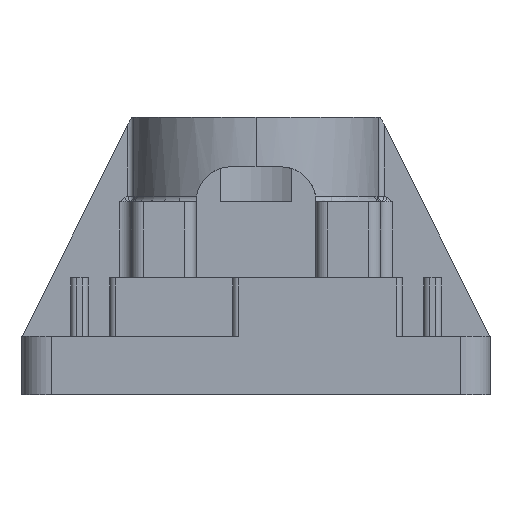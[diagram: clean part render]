
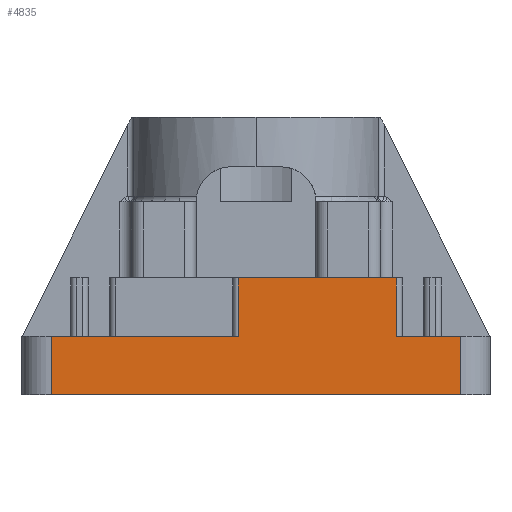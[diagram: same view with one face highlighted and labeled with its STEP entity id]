
A CAD part, left-side view. The second image highlights one B-rep face of the part: STEP entity #4835.
In plain terms, the highlighted planar face has unit normal (-1, 0, 0).
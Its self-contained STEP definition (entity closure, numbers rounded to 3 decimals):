
#10 = DIRECTION ( 'NONE',  ( 0., -1., 0. ) ) ;
#15 = ORIENTED_EDGE ( 'NONE', *, *, #1669, .T. ) ;
#46 = VECTOR ( 'NONE', #3895, 1000. ) ;
#317 = CARTESIAN_POINT ( 'NONE',  ( -75., -24., 10. ) ) ;
#355 = ORIENTED_EDGE ( 'NONE', *, *, #2190, .F. ) ;
#569 = EDGE_LOOP ( 'NONE', ( #5901, #3814, #4229, #15, #3720, #5994, #355, #2692 ) ) ;
#709 = LINE ( 'NONE', #2835, #2672 ) ;
#869 = VERTEX_POINT ( 'NONE', #5887 ) ;
#1010 = VECTOR ( 'NONE', #3596, 1000. ) ;
#1071 = EDGE_CURVE ( 'NONE', #5558, #5248, #709, .T. ) ;
#1315 = EDGE_CURVE ( 'NONE', #1587, #1569, #2671, .T. ) ;
#1345 = LINE ( 'NONE', #1933, #6127 ) ;
#1569 = VERTEX_POINT ( 'NONE', #1872 ) ;
#1587 = VERTEX_POINT ( 'NONE', #1939 ) ;
#1613 = LINE ( 'NONE', #4990, #4393 ) ;
#1669 = EDGE_CURVE ( 'NONE', #5558, #1587, #1613, .T. ) ;
#1798 = LINE ( 'NONE', #317, #46 ) ;
#1872 = CARTESIAN_POINT ( 'NONE',  ( -75., -35., 0. ) ) ;
#1933 = CARTESIAN_POINT ( 'NONE',  ( -75., -35., 10. ) ) ;
#1939 = CARTESIAN_POINT ( 'NONE',  ( -75., 35., 0. ) ) ;
#2110 = VERTEX_POINT ( 'NONE', #4690 ) ;
#2190 = EDGE_CURVE ( 'NONE', #3290, #5892, #3987, .T. ) ;
#2291 = LINE ( 'NONE', #6170, #3801 ) ;
#2566 = DIRECTION ( 'NONE',  ( 0., 0., -1. ) ) ;
#2671 = LINE ( 'NONE', #5532, #6233 ) ;
#2672 = VECTOR ( 'NONE', #4708, 1000. ) ;
#2692 = ORIENTED_EDGE ( 'NONE', *, *, #4806, .T. ) ;
#2835 = CARTESIAN_POINT ( 'NONE',  ( -75., 40., 10. ) ) ;
#3185 = EDGE_CURVE ( 'NONE', #2110, #5248, #2291, .T. ) ;
#3290 = VERTEX_POINT ( 'NONE', #6358 ) ;
#3291 = CARTESIAN_POINT ( 'NONE',  ( -75., 35., 10. ) ) ;
#3438 = DIRECTION ( 'NONE',  ( 1., 0., 0. ) ) ;
#3461 = CARTESIAN_POINT ( 'NONE',  ( -75., 40., 10. ) ) ;
#3596 = DIRECTION ( 'NONE',  ( 0., -1., 0. ) ) ;
#3675 = DIRECTION ( 'NONE',  ( 0., 0., -1. ) ) ;
#3720 = ORIENTED_EDGE ( 'NONE', *, *, #1315, .T. ) ;
#3723 = AXIS2_PLACEMENT_3D ( 'NONE', #5410, #3438, #4877 ) ;
#3799 = DIRECTION ( 'NONE',  ( 0., -1., 0. ) ) ;
#3801 = VECTOR ( 'NONE', #3675, 1000. ) ;
#3814 = ORIENTED_EDGE ( 'NONE', *, *, #3185, .T. ) ;
#3837 = FACE_OUTER_BOUND ( 'NONE', #569, .T. ) ;
#3895 = DIRECTION ( 'NONE',  ( 0., 0., 1. ) ) ;
#3955 = CARTESIAN_POINT ( 'NONE',  ( -75., 3., 10. ) ) ;
#3987 = LINE ( 'NONE', #3461, #5765 ) ;
#4229 = ORIENTED_EDGE ( 'NONE', *, *, #1071, .F. ) ;
#4393 = VECTOR ( 'NONE', #2566, 1000. ) ;
#4430 = EDGE_CURVE ( 'NONE', #1569, #5892, #1345, .T. ) ;
#4690 = CARTESIAN_POINT ( 'NONE',  ( -75., 3., 20. ) ) ;
#4708 = DIRECTION ( 'NONE',  ( 0., -1., 0. ) ) ;
#4724 = CARTESIAN_POINT ( 'NONE',  ( -75., -35., 10. ) ) ;
#4806 = EDGE_CURVE ( 'NONE', #3290, #869, #1798, .T. ) ;
#4835 = ADVANCED_FACE ( 'NONE', ( #3837 ), #6393, .F. ) ;
#4877 = DIRECTION ( 'NONE',  ( 0., 1., 0. ) ) ;
#4990 = CARTESIAN_POINT ( 'NONE',  ( -75., 35., 10. ) ) ;
#5027 = CARTESIAN_POINT ( 'NONE',  ( -75., 25., 20. ) ) ;
#5248 = VERTEX_POINT ( 'NONE', #3955 ) ;
#5410 = CARTESIAN_POINT ( 'NONE',  ( -75., 40., 10. ) ) ;
#5418 = DIRECTION ( 'NONE',  ( 0., 0., 1. ) ) ;
#5425 = EDGE_CURVE ( 'NONE', #2110, #869, #5595, .T. ) ;
#5532 = CARTESIAN_POINT ( 'NONE',  ( -75., 40., 0. ) ) ;
#5558 = VERTEX_POINT ( 'NONE', #3291 ) ;
#5595 = LINE ( 'NONE', #5027, #1010 ) ;
#5765 = VECTOR ( 'NONE', #3799, 1000. ) ;
#5887 = CARTESIAN_POINT ( 'NONE',  ( -75., -24., 20. ) ) ;
#5892 = VERTEX_POINT ( 'NONE', #4724 ) ;
#5901 = ORIENTED_EDGE ( 'NONE', *, *, #5425, .F. ) ;
#5994 = ORIENTED_EDGE ( 'NONE', *, *, #4430, .T. ) ;
#6127 = VECTOR ( 'NONE', #5418, 1000. ) ;
#6170 = CARTESIAN_POINT ( 'NONE',  ( -75., 3., 10. ) ) ;
#6233 = VECTOR ( 'NONE', #10, 1000. ) ;
#6358 = CARTESIAN_POINT ( 'NONE',  ( -75., -24., 10. ) ) ;
#6393 = PLANE ( 'NONE',  #3723 ) ;
